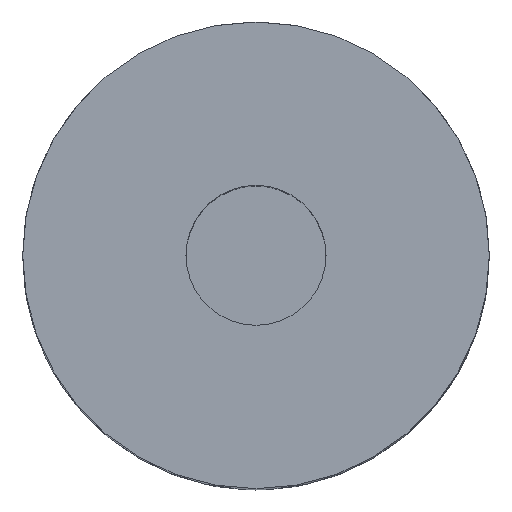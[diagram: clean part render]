
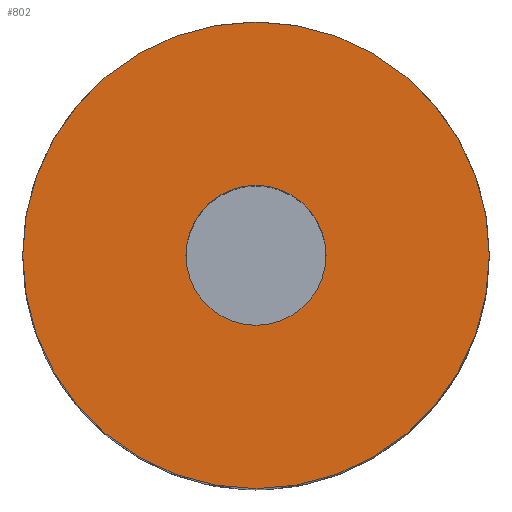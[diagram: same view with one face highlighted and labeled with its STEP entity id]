
A CAD part, top view. The second image highlights one B-rep face of the part: STEP entity #802.
In plain terms, the highlighted planar face has unit normal (0, 0, 1).
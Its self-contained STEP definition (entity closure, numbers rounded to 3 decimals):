
#8 = CARTESIAN_POINT ( 'NONE',  ( 0., 0., 65. ) ) ;
#24 = CIRCLE ( 'NONE', #544, 20. ) ;
#33 = VERTEX_POINT ( 'NONE', #446 ) ;
#63 = CIRCLE ( 'NONE', #844, 6. ) ;
#103 = ORIENTED_EDGE ( 'NONE', *, *, #160, .T. ) ;
#128 = AXIS2_PLACEMENT_3D ( 'NONE', #234, #180, #321 ) ;
#151 = CARTESIAN_POINT ( 'NONE',  ( -6., 0., 65. ) ) ;
#156 = EDGE_LOOP ( 'NONE', ( #103, #882 ) ) ;
#160 = EDGE_CURVE ( 'NONE', #33, #825, #24, .T. ) ;
#180 = DIRECTION ( 'NONE',  ( 0., 0., 1. ) ) ;
#213 = CARTESIAN_POINT ( 'NONE',  ( 6., 0., 65. ) ) ;
#234 = CARTESIAN_POINT ( 'NONE',  ( 0., 0., 65. ) ) ;
#239 = EDGE_LOOP ( 'NONE', ( #809, #676 ) ) ;
#263 = FACE_OUTER_BOUND ( 'NONE', #156, .T. ) ;
#321 = DIRECTION ( 'NONE',  ( 1., 0., 0. ) ) ;
#326 = CARTESIAN_POINT ( 'NONE',  ( 20., 0., 65. ) ) ;
#341 = CIRCLE ( 'NONE', #479, 6. ) ;
#346 = DIRECTION ( 'NONE',  ( 0., 0., 1. ) ) ;
#391 = VERTEX_POINT ( 'NONE', #213 ) ;
#415 = CARTESIAN_POINT ( 'NONE',  ( 0., 0., 65. ) ) ;
#446 = CARTESIAN_POINT ( 'NONE',  ( 20., 0., 65. ) ) ;
#447 = EDGE_CURVE ( 'NONE', #537, #391, #63, .T. ) ;
#479 = AXIS2_PLACEMENT_3D ( 'NONE', #8, #585, #650 ) ;
#482 = DIRECTION ( 'NONE',  ( 0., 0., -1. ) ) ;
#488 = FACE_BOUND ( 'NONE', #239, .T. ) ;
#537 = VERTEX_POINT ( 'NONE', #151 ) ;
#542 = EDGE_CURVE ( 'NONE', #391, #537, #341, .T. ) ;
#544 = AXIS2_PLACEMENT_3D ( 'NONE', #415, #346, #635 ) ;
#546 = CIRCLE ( 'NONE', #128, 20. ) ;
#585 = DIRECTION ( 'NONE',  ( 0., 0., 1. ) ) ;
#635 = DIRECTION ( 'NONE',  ( 1., 0., 0. ) ) ;
#638 = EDGE_CURVE ( 'NONE', #825, #33, #546, .T. ) ;
#644 = AXIS2_PLACEMENT_3D ( 'NONE', #326, #482, #760 ) ;
#650 = DIRECTION ( 'NONE',  ( 1., 0., 0. ) ) ;
#653 = DIRECTION ( 'NONE',  ( 0., 0., 1. ) ) ;
#676 = ORIENTED_EDGE ( 'NONE', *, *, #447, .F. ) ;
#683 = PLANE ( 'NONE',  #644 ) ;
#709 = CARTESIAN_POINT ( 'NONE',  ( 0., 0., 65. ) ) ;
#710 = CARTESIAN_POINT ( 'NONE',  ( -20., 0., 65. ) ) ;
#760 = DIRECTION ( 'NONE',  ( -1., 0., 0. ) ) ;
#802 = ADVANCED_FACE ( 'NONE', ( #488, #263 ), #683, .F. ) ;
#809 = ORIENTED_EDGE ( 'NONE', *, *, #542, .F. ) ;
#825 = VERTEX_POINT ( 'NONE', #710 ) ;
#844 = AXIS2_PLACEMENT_3D ( 'NONE', #709, #653, #923 ) ;
#882 = ORIENTED_EDGE ( 'NONE', *, *, #638, .T. ) ;
#923 = DIRECTION ( 'NONE',  ( 1., 0., 0. ) ) ;
